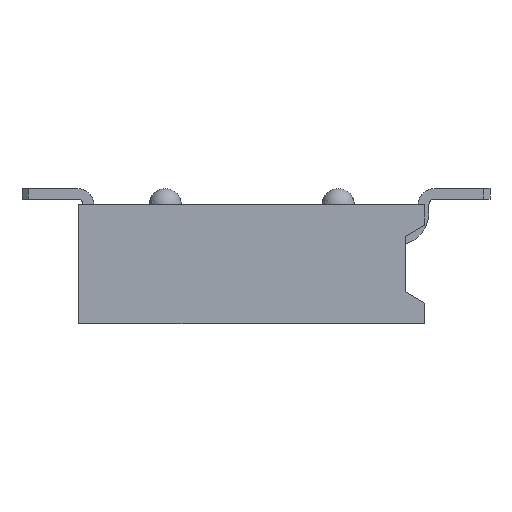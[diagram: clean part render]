
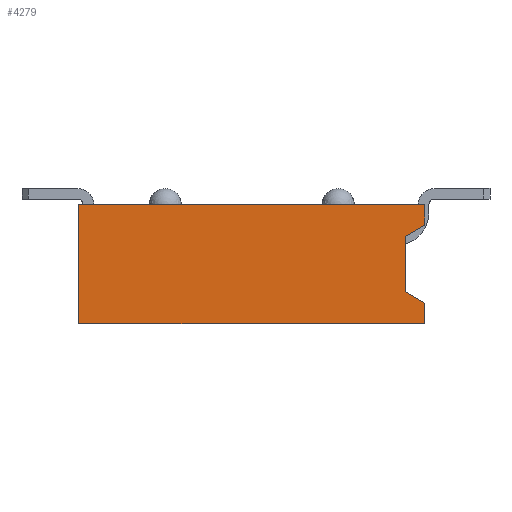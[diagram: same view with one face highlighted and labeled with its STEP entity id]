
A CAD part, left-side view. The second image highlights one B-rep face of the part: STEP entity #4279.
In plain terms, the highlighted planar face has unit normal (-1, 0, 0).
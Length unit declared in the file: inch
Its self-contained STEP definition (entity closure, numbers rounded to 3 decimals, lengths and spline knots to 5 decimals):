
#334=ORIENTED_EDGE('',*,*,#1546,.F.);
#335=ORIENTED_EDGE('',*,*,#1424,.T.);
#336=ORIENTED_EDGE('',*,*,#1488,.F.);
#337=ORIENTED_EDGE('',*,*,#1578,.F.);
#338=ORIENTED_EDGE('',*,*,#1474,.T.);
#339=ORIENTED_EDGE('',*,*,#1444,.T.);
#340=ORIENTED_EDGE('',*,*,#1577,.F.);
#341=ORIENTED_EDGE('',*,*,#1579,.F.);
#1424=EDGE_CURVE('',#2057,#2056,#2480,.T.);
#1444=EDGE_CURVE('',#2077,#2076,#2500,.T.);
#1474=EDGE_CURVE('',#2102,#2077,#2530,.T.);
#1488=EDGE_CURVE('',#2114,#2056,#2536,.T.);
#1546=EDGE_CURVE('',#2057,#2163,#2594,.T.);
#1577=EDGE_CURVE('',#2189,#2076,#2625,.T.);
#1578=EDGE_CURVE('',#2102,#2114,#2626,.T.);
#1579=EDGE_CURVE('',#2163,#2189,#2627,.T.);
#2056=VERTEX_POINT('',#5994);
#2057=VERTEX_POINT('',#5996);
#2076=VERTEX_POINT('',#6039);
#2077=VERTEX_POINT('',#6041);
#2102=VERTEX_POINT('',#6097);
#2114=VERTEX_POINT('',#6123);
#2163=VERTEX_POINT('',#6238);
#2189=VERTEX_POINT('',#6305);
#2480=LINE('',#5995,#3040);
#2500=LINE('',#6040,#3060);
#2530=LINE('',#6096,#3090);
#2536=LINE('',#6124,#3096);
#2594=LINE('',#6240,#3154);
#2625=LINE('',#6306,#3185);
#2626=LINE('',#6308,#3186);
#2627=LINE('',#6309,#3187);
#3040=VECTOR('',#4826,39.37008);
#3060=VECTOR('',#4856,39.37008);
#3090=VECTOR('',#4888,39.37008);
#3096=VECTOR('',#4912,39.37008);
#3154=VECTOR('',#4988,39.37008);
#3185=VECTOR('',#5037,39.37008);
#3186=VECTOR('',#5040,39.37008);
#3187=VECTOR('',#5041,39.37008);
#3620=EDGE_LOOP('',(#334,#335,#336,#337,#338,#339,#340,#341));
#3862=FACE_BOUND('',#3620,.T.);
#4096=PLANE('',#4537);
#4279=ADVANCED_FACE('',(#3862),#4096,.F.);
#4537=AXIS2_PLACEMENT_3D('',#6307,#5038,#5039);
#4826=DIRECTION('',(0.,0.,1.));
#4856=DIRECTION('',(0.,0.,1.));
#4888=DIRECTION('',(0.,-1.,0.));
#4912=DIRECTION('',(0.,-1.,0.));
#4988=DIRECTION('',(0.,0.866,-0.5));
#5037=DIRECTION('',(0.,-0.866,-0.5));
#5038=DIRECTION('',(1.,0.,0.));
#5039=DIRECTION('',(0.,0.,-1.));
#5040=DIRECTION('',(0.,0.,1.));
#5041=DIRECTION('',(0.,0.,-1.));
#5994=CARTESIAN_POINT('',(-0.2,0.,0.055));
#5995=CARTESIAN_POINT('',(-0.2,0.,-0.055));
#5996=CARTESIAN_POINT('',(-0.2,0.,0.036));
#6039=CARTESIAN_POINT('',(-0.2,0.,-0.036));
#6040=CARTESIAN_POINT('',(-0.2,0.,-0.055));
#6041=CARTESIAN_POINT('',(-0.2,0.,-0.055));
#6096=CARTESIAN_POINT('',(-0.2,0.32,-0.055));
#6097=CARTESIAN_POINT('',(-0.2,0.32,-0.055));
#6123=CARTESIAN_POINT('',(-0.2,0.32,0.055));
#6124=CARTESIAN_POINT('',(-0.2,0.32,0.055));
#6238=CARTESIAN_POINT('',(-0.2,0.018,0.02561));
#6240=CARTESIAN_POINT('',(-0.2,0.2794,-0.12531));
#6305=CARTESIAN_POINT('',(-0.2,0.018,-0.02561));
#6306=CARTESIAN_POINT('',(-0.2,0.23177,0.09781));
#6307=CARTESIAN_POINT('',(-0.2,0.32,-0.055));
#6308=CARTESIAN_POINT('',(-0.2,0.32,-0.055));
#6309=CARTESIAN_POINT('',(-0.2,0.018,-0.055));
